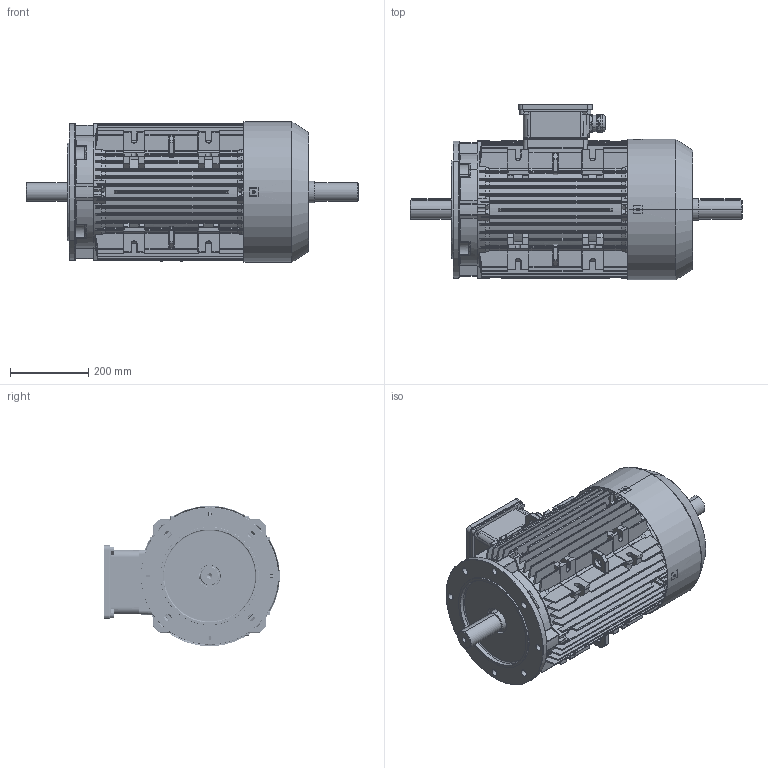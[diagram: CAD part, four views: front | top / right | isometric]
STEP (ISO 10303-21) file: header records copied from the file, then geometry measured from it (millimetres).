
FILE_DESCRIPTION (( 'STEP AP214' ), '1' );
FILE_NAME ('FCA180L-B5-IC411-2-4-6-8 POLES-DOUBLE SHAFT.STEP', '2024-10-10T13:02:28', ( '' ), ( '' ), 'SwSTEP 2.0', 'SolidWorks 2024', '' );
FILE_SCHEMA (( 'AUTOMOTIVE_DESIGN' ));
Length unit declared in the file: millimetre
Products named in the file (20): Targhetta motore_LAMIERA ALLUMINIO; hex nut gradec_iso_Hexagon Nut ISO - 4034 - M10 - N; Carcassa 200LT-B3-B5; countersunk flat head cross recess screw_iso_ISO 7046-1 - M3 x 10 - Z --- 10N; Distanziale est. 67 foro 55 sp.4; Scatola morsetti 160-200T; Gruppo Coprimorsettiera 160; hex bolt gradeab_iso_ISO 4014 - M10 x 55 x 55-N; Copriventola  180-200T h.165; Coperchio scatola morsetti 160-200T; Flangia FC180-B5-350_GHISA SFEROIDALE; Guarnizione scatola-coperchio 160-200T; Guarnizione carcassa-scatola 160-200T; parallel_din_Parallel key A14 x 9 x 100 DIN 6885; Tappo M40; FCA180L-B5-IC411-2-4-6-8 POLES-DOUBLE SHAFT; Albero di serie 180L autoventilato; Scudo Post. 200T d.120; Radial Ball Bearing_68_SKF_SKF - 6311 - 10,DE,AC,10_68; PRESSACAVO M40
Assembly tree (23 placements, depth 3):
  FCA180L-B5-IC411-2-4-6-8 POLES-DOUBLE SHAFT
    Albero di serie 180L autoventilato  x2
    Flangia FC180-B5-350_GHISA SFEROIDALE
    Radial Ball Bearing_68_SKF_SKF - 6311 - 10,DE,AC,10_68  x2
    Distanziale est. 67 foro 55 sp.4
    hex bolt gradeab_iso_ISO 4014 - M10 x 55 x 55-N
    hex nut gradec_iso_Hexagon Nut ISO - 4034 - M10 - N
    Targhetta motore_LAMIERA ALLUMINIO
    countersunk flat head cross recess screw_iso_ISO 7046-1 - M3 x 10 - Z --- 10N  x2
    parallel_din_Parallel key A14 x 9 x 100 DIN 6885  x2
    Copriventola  180-200T h.165
    Scudo Post. 200T d.120
    Carcassa 200LT-B3-B5
    Gruppo Coprimorsettiera 160
      Guarnizione carcassa-scatola 160-200T
      Scatola morsetti 160-200T
      Guarnizione scatola-coperchio 160-200T
      Tappo M40
      PRESSACAVO M40
      Coperchio scatola morsetti 160-200T
Bounding box: 846 x 448.2 x 358.4 mm (x, y, z)
Volume: 13728675.8 mm3; surface area: 3496429.5 mm2
Topology: 22 solids, 23 shells, 7128 faces, 19514 edges, 12427 vertices
Faces by surface type: plane 3552, cylinder 1562, cone 660, torus 647, bspline 498, sphere 209
Entity records: 243267 total; most frequent: CARTESIAN_POINT 71414, ORIENTED_EDGE 37460, DIRECTION 33036, EDGE_CURVE 18730, VERTEX_POINT 11947, VECTOR 11244, LINE 11244, AXIS2_PLACEMENT_3D 10896
